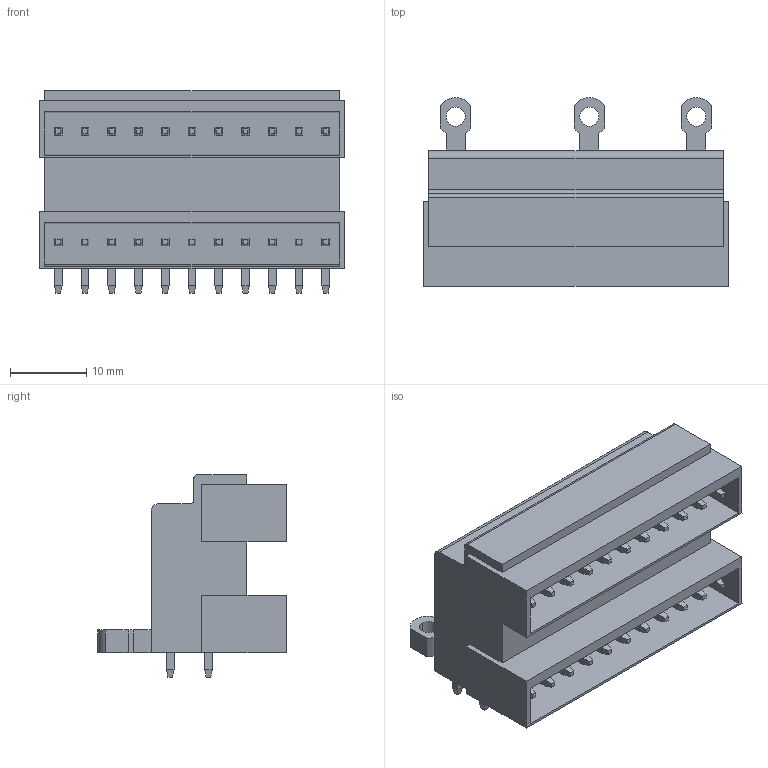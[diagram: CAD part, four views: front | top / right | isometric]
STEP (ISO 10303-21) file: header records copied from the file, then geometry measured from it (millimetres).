
FILE_DESCRIPTION(('CATIA V5 STEP Exchange','CAx-IF Rec.Pracs.--- Model Styling and Organization---1.2---2011-12-15'),'2;1');
FILE_NAME ('D1453950_0_1633670000_1633670000.stp','2018-11-10T08:42:00+00:00',('none'),('Weidmueller'),'CATIA Version 5-6 Release 2014','CATIA V5 STEP AP214','none');
FILE_SCHEMA(('AUTOMOTIVE_DESIGN { 1 0 10303 214 1 1 1 1 }'));
Length unit declared in the file: millimetre
Products named in the file (1): 1633670000
Bounding box: 39.9 x 24.7 x 26.5 mm (x, y, z)
Volume: 10580 mm3; surface area: 9580 mm2
Topology: 23 solids, 23 shells, 552 faces, 1336 edges, 832 vertices
Faces by surface type: plane 531, cylinder 21
Entity records: 13758 total; most frequent: ORIENTED_EDGE 2672, CARTESIAN_POINT 2556, DIRECTION 1582, EDGE_CURVE 1336, VECTOR 1118, LINE 1118, VERTEX_POINT 832, EDGE_LOOP 604
